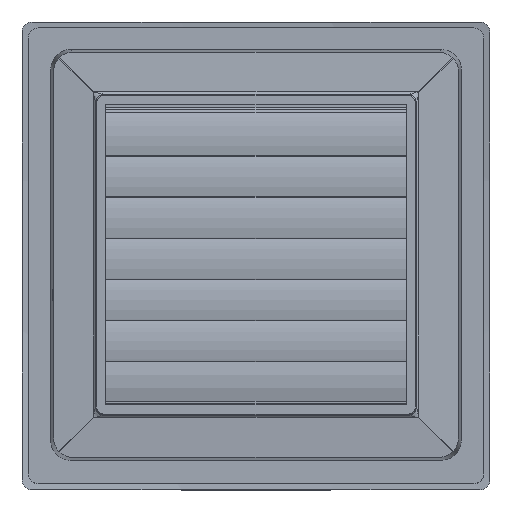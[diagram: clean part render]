
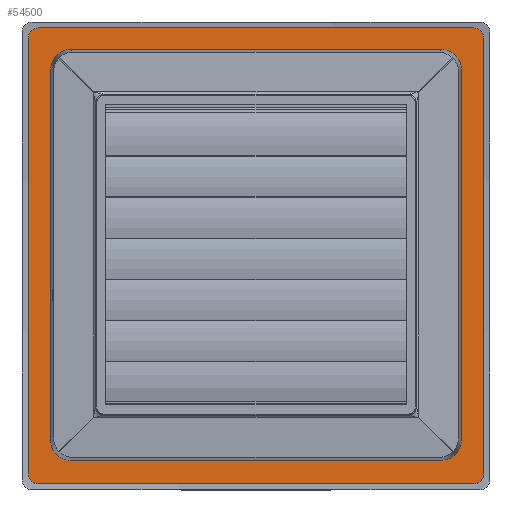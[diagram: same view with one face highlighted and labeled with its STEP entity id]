
A CAD part, top view. The second image highlights one B-rep face of the part: STEP entity #54500.
In plain terms, the highlighted planar face has unit normal (0, 0, 1).
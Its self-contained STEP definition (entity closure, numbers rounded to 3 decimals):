
#20730=CARTESIAN_POINT('',(-86.5,89.,21.));
#20740=VERTEX_POINT('',#20730);
#20900=CARTESIAN_POINT('',(-91.5,89.,21.));
#20910=VERTEX_POINT('',#20900);
#20940=CARTESIAN_POINT('',(-89.,89.,21.));
#20950=DIRECTION('',(0.,0.,1.));
#20960=DIRECTION('',(1.,0.,0.));
#20970=AXIS2_PLACEMENT_3D('',#20940,#20950,#20960);
#20980=CIRCLE('',#20970,2.5);
#20990=EDGE_CURVE('',#20740,#20910,#20980,.T.);
#21150=CARTESIAN_POINT('',(91.5,-89.,21.));
#21160=VERTEX_POINT('',#21150);
#21190=CARTESIAN_POINT('',(89.,-89.,21.));
#21200=DIRECTION('',(0.,0.,1.));
#21210=DIRECTION('',(1.,0.,0.));
#21220=AXIS2_PLACEMENT_3D('',#21190,#21200,#21210);
#21230=CIRCLE('',#21220,2.5);
#21240=CARTESIAN_POINT('',(86.5,-89.,21.));
#21250=VERTEX_POINT('',#21240);
#21260=EDGE_CURVE('',#21250,#21160,#21230,.T.);
#21570=CARTESIAN_POINT('',(-28.,86.,21.));
#21580=VERTEX_POINT('',#21570);
#21740=CARTESIAN_POINT('',(-17.,86.,21.));
#21750=VERTEX_POINT('',#21740);
#21780=CARTESIAN_POINT('',(-22.5,86.,21.));
#21790=DIRECTION('',(0.,0.,1.));
#21800=DIRECTION('',(1.,0.,0.));
#21810=AXIS2_PLACEMENT_3D('',#21780,#21790,#21800);
#21820=CIRCLE('',#21810,5.5);
#21830=EDGE_CURVE('',#21580,#21750,#21820,.T.);
#24590=CARTESIAN_POINT('',(-106.,106.,21.));
#24600=DIRECTION('',(0.,0.,1.));
#24610=DIRECTION('',(1.,0.,0.));
#24620=AXIS2_PLACEMENT_3D('',#24590,#24600,#24610);
#24630=CIRCLE('',#24620,5.);
#24640=CARTESIAN_POINT('',(-106.,111.,21.));
#24650=VERTEX_POINT('',#24640);
#24660=CARTESIAN_POINT('',(-111.,106.,21.));
#24670=VERTEX_POINT('',#24660);
#24680=EDGE_CURVE('',#24650,#24670,#24630,.T.);
#26930=CARTESIAN_POINT('',(73.5,0.,21.));
#26940=VERTEX_POINT('',#26930);
#26970=CARTESIAN_POINT('',(0.,0.,21.));
#26980=DIRECTION('',(0.,0.,1.));
#26990=DIRECTION('',(1.,0.,0.));
#27000=AXIS2_PLACEMENT_3D('',#26970,#26980,#26990);
#27010=CIRCLE('',#27000,73.5);
#27020=CARTESIAN_POINT('',(-73.5,0.,21.));
#27030=VERTEX_POINT('',#27020);
#27040=EDGE_CURVE('',#27030,#26940,#27010,.T.);
#35900=CARTESIAN_POINT('',(-111.,111.,21.));
#35910=DIRECTION('',(-1.,0.,0.));
#35920=VECTOR('',#35910,1000.);
#35930=LINE('',#35900,#35920);
#35940=CARTESIAN_POINT('',(106.,111.,21.));
#35950=VERTEX_POINT('',#35940);
#35960=EDGE_CURVE('',#35950,#24650,#35930,.T.);
#46940=CARTESIAN_POINT('',(-111.,111.,21.));
#46950=DIRECTION('',(0.,-1.,0.));
#46960=VECTOR('',#46950,1000.);
#46970=LINE('',#46940,#46960);
#46980=CARTESIAN_POINT('',(-111.,-106.,21.));
#46990=VERTEX_POINT('',#46980);
#47000=EDGE_CURVE('',#24670,#46990,#46970,.T.);
#47260=CARTESIAN_POINT('',(111.,111.,21.));
#47270=DIRECTION('',(0.,1.,0.));
#47280=VECTOR('',#47270,1000.);
#47290=LINE('',#47260,#47280);
#47300=CARTESIAN_POINT('',(111.,-106.,21.));
#47310=VERTEX_POINT('',#47300);
#47320=CARTESIAN_POINT('',(111.,106.,21.));
#47330=VERTEX_POINT('',#47320);
#47340=EDGE_CURVE('',#47310,#47330,#47290,.T.);
#47670=CARTESIAN_POINT('',(-111.,-111.,21.));
#47680=DIRECTION('',(1.,0.,0.));
#47690=VECTOR('',#47680,1000.);
#47700=LINE('',#47670,#47690);
#47710=CARTESIAN_POINT('',(-106.,-111.,21.));
#47720=VERTEX_POINT('',#47710);
#47730=CARTESIAN_POINT('',(106.,-111.,21.));
#47740=VERTEX_POINT('',#47730);
#47750=EDGE_CURVE('',#47720,#47740,#47700,.T.);
#51960=CARTESIAN_POINT('',(-106.,-106.,21.));
#51970=DIRECTION('',(0.,0.,1.));
#51980=DIRECTION('',(1.,0.,0.));
#51990=AXIS2_PLACEMENT_3D('',#51960,#51970,#51980);
#52000=CIRCLE('',#51990,5.);
#52010=EDGE_CURVE('',#46990,#47720,#52000,.T.);
#54030=CARTESIAN_POINT('',(-67.5,67.5,21.));
#54040=DIRECTION('',(0.,0.,1.));
#54050=DIRECTION('',(1.,0.,0.));
#54060=AXIS2_PLACEMENT_3D('',#54030,#54040,#54050);
#54070=PLANE('',#54060);
#54080=EDGE_CURVE('',#20910,#20740,#20980,.T.);
#54090=ORIENTED_EDGE('',*,*,#54080,.F.);
#54100=ORIENTED_EDGE('',*,*,#20990,.F.);
#54110=EDGE_LOOP('',(#54100,#54090));
#54120=FACE_BOUND('',#54110,.T.);
#54130=ORIENTED_EDGE('',*,*,#21260,.F.);
#54140=EDGE_CURVE('',#21160,#21250,#21230,.T.);
#54150=ORIENTED_EDGE('',*,*,#54140,.F.);
#54160=EDGE_LOOP('',(#54150,#54130));
#54170=FACE_BOUND('',#54160,.T.);
#54180=EDGE_CURVE('',#21750,#21580,#21820,.T.);
#54190=ORIENTED_EDGE('',*,*,#54180,.F.);
#54200=ORIENTED_EDGE('',*,*,#21830,.F.);
#54210=EDGE_LOOP('',(#54200,#54190));
#54220=FACE_BOUND('',#54210,.T.);
#54230=ORIENTED_EDGE('',*,*,#52010,.T.);
#54240=ORIENTED_EDGE('',*,*,#47000,.T.);
#54250=ORIENTED_EDGE('',*,*,#24680,.T.);
#54260=ORIENTED_EDGE('',*,*,#35960,.T.);
#54270=CARTESIAN_POINT('',(106.,106.,21.));
#54280=DIRECTION('',(0.,0.,1.));
#54290=DIRECTION('',(1.,0.,0.));
#54300=AXIS2_PLACEMENT_3D('',#54270,#54280,#54290);
#54310=CIRCLE('',#54300,5.);
#54320=EDGE_CURVE('',#47330,#35950,#54310,.T.);
#54330=ORIENTED_EDGE('',*,*,#54320,.T.);
#54340=ORIENTED_EDGE('',*,*,#47340,.T.);
#54350=CARTESIAN_POINT('',(106.,-106.,21.));
#54360=DIRECTION('',(0.,0.,1.));
#54370=DIRECTION('',(1.,0.,0.));
#54380=AXIS2_PLACEMENT_3D('',#54350,#54360,#54370);
#54390=CIRCLE('',#54380,5.);
#54400=EDGE_CURVE('',#47740,#47310,#54390,.T.);
#54410=ORIENTED_EDGE('',*,*,#54400,.T.);
#54420=ORIENTED_EDGE('',*,*,#47750,.T.);
#54430=EDGE_LOOP('',(#54420,#54410,#54340,#54330,#54260,#54250,#54240,
#54230));
#54440=FACE_OUTER_BOUND('',#54430,.T.);
#54450=EDGE_CURVE('',#26940,#27030,#27010,.T.);
#54460=ORIENTED_EDGE('',*,*,#54450,.F.);
#54470=ORIENTED_EDGE('',*,*,#27040,.F.);
#54480=EDGE_LOOP('',(#54470,#54460));
#54490=FACE_BOUND('',#54480,.T.);
#54500=ADVANCED_FACE('',(#54120,#54170,#54220,#54440,#54490),#54070,.T.)
;
